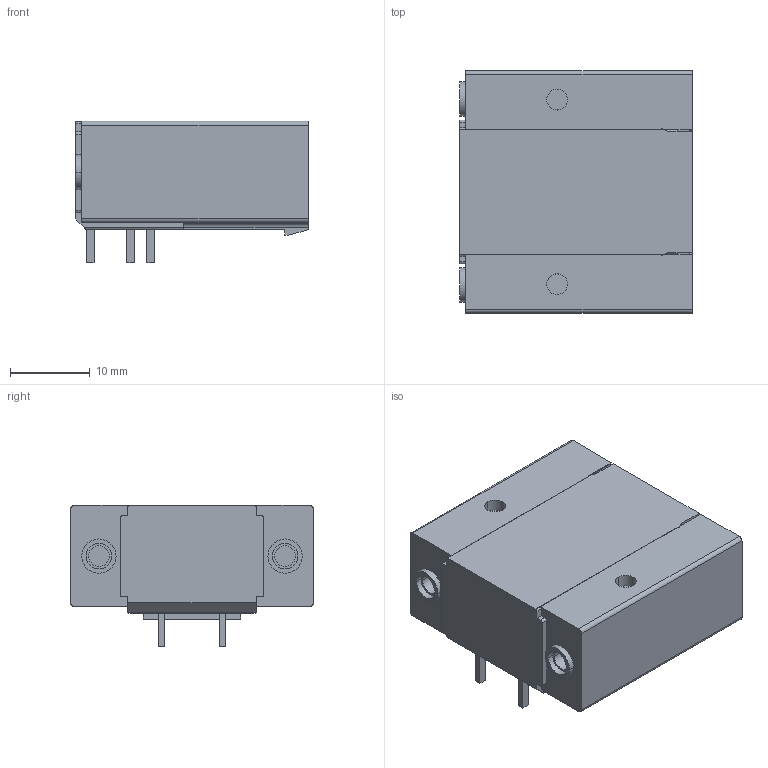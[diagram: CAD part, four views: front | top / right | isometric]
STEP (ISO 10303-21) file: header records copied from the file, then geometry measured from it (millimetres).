
FILE_DESCRIPTION((''),'2;1');
FILE_NAME('TLPHW-501RL-02P','2024-09-12T14:06:38',('sheji'),(''),'CREO PARAMETRIC BY PTC INC, 2018100','CREO PARAMETRIC BY PTC INC, 2018100','');
FILE_SCHEMA(('CONFIG_CONTROL_DESIGN'));
Length unit declared in the file: millimetre
Products named in the file (1): TLPHW-501RL-02P
Bounding box: 29.25 x 30.48 x 17.77 mm (x, y, z)
Volume: 9063 mm3; surface area: 5508 mm2
Topology: 1 solids, 1 shells, 285 faces, 777 edges, 512 vertices
Faces by surface type: plane 208, cylinder 75, cone 2
Entity records: 8998 total; most frequent: CARTESIAN_POINT 1617, ORIENTED_EDGE 1554, DIRECTION 1485, EDGE_CURVE 777, VECTOR 623, LINE 623, VERTEX_POINT 512, AXIS2_PLACEMENT_3D 431
